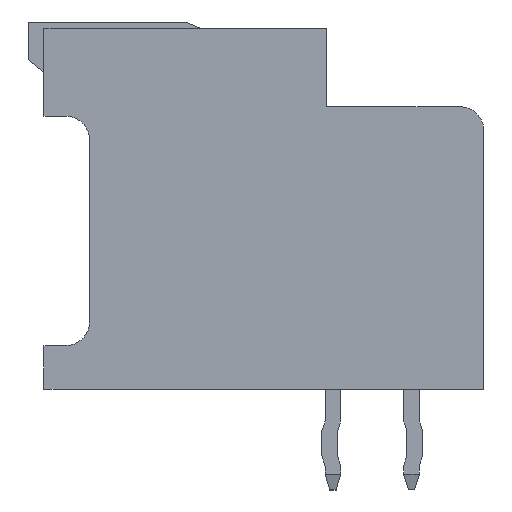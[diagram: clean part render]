
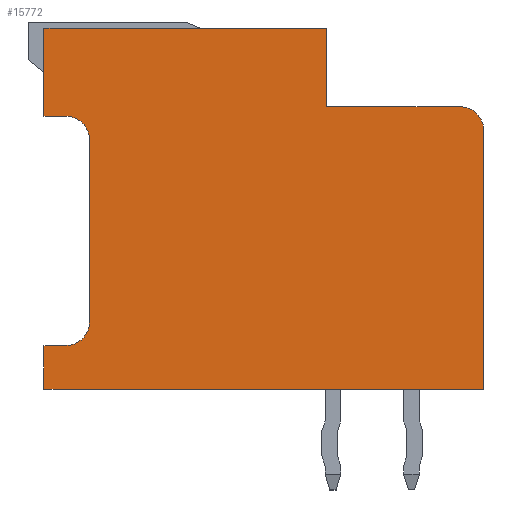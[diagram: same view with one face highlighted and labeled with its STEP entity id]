
A CAD part, left-side view. The second image highlights one B-rep face of the part: STEP entity #15772.
In plain terms, the highlighted face is planar.
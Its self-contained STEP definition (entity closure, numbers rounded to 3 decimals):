
#358=PLANE('',#16435);
#1727=LINE('',#21925,#3331);
#1760=LINE('',#22000,#3364);
#1764=LINE('',#22009,#3368);
#1768=LINE('',#22018,#3372);
#1769=LINE('',#22020,#3373);
#1770=LINE('',#22025,#3374);
#1771=LINE('',#22027,#3375);
#1772=LINE('',#22029,#3376);
#1773=LINE('',#22032,#3377);
#1774=LINE('',#22034,#3378);
#3331=VECTOR('',#18571,1000.);
#3364=VECTOR('',#18628,1000.);
#3368=VECTOR('',#18634,1000.);
#3372=VECTOR('',#18640,1000.);
#3373=VECTOR('',#18643,1000.);
#3374=VECTOR('',#18646,1000.);
#3375=VECTOR('',#18647,1000.);
#3376=VECTOR('',#18648,1000.);
#3377=VECTOR('',#18653,1000.);
#3378=VECTOR('',#18654,1000.);
#5715=ORIENTED_EDGE('',*,*,#8324,.T.);
#5716=ORIENTED_EDGE('',*,*,#8325,.T.);
#5717=ORIENTED_EDGE('',*,*,#8326,.T.);
#5718=ORIENTED_EDGE('',*,*,#8327,.T.);
#5719=ORIENTED_EDGE('',*,*,#8328,.T.);
#5720=ORIENTED_EDGE('',*,*,#8278,.T.);
#5721=ORIENTED_EDGE('',*,*,#8315,.T.);
#5722=ORIENTED_EDGE('',*,*,#8329,.F.);
#5723=ORIENTED_EDGE('',*,*,#8319,.T.);
#5724=ORIENTED_EDGE('',*,*,#8330,.F.);
#5725=ORIENTED_EDGE('',*,*,#8323,.T.);
#5726=ORIENTED_EDGE('',*,*,#8331,.T.);
#5727=ORIENTED_EDGE('',*,*,#8332,.T.);
#8278=EDGE_CURVE('',#9586,#9585,#1727,.T.);
#8315=EDGE_CURVE('',#9585,#9615,#1760,.T.);
#8319=EDGE_CURVE('',#9616,#9619,#1764,.T.);
#8323=EDGE_CURVE('',#9620,#9623,#1768,.T.);
#8324=EDGE_CURVE('',#9624,#9625,#1769,.T.);
#8325=EDGE_CURVE('',#9625,#9626,#9854,.T.);
#8326=EDGE_CURVE('',#9626,#9627,#1770,.T.);
#8327=EDGE_CURVE('',#9627,#9628,#1771,.T.);
#8328=EDGE_CURVE('',#9628,#9586,#1772,.T.);
#8329=EDGE_CURVE('',#9616,#9615,#9855,.T.);
#8330=EDGE_CURVE('',#9620,#9619,#9856,.T.);
#8331=EDGE_CURVE('',#9623,#9629,#1773,.T.);
#8332=EDGE_CURVE('',#9629,#9624,#1774,.T.);
#9585=VERTEX_POINT('',#21924);
#9586=VERTEX_POINT('',#21926);
#9615=VERTEX_POINT('',#21999);
#9616=VERTEX_POINT('',#22003);
#9619=VERTEX_POINT('',#22008);
#9620=VERTEX_POINT('',#22012);
#9623=VERTEX_POINT('',#22017);
#9624=VERTEX_POINT('',#22021);
#9625=VERTEX_POINT('',#22022);
#9626=VERTEX_POINT('',#22024);
#9627=VERTEX_POINT('',#22026);
#9628=VERTEX_POINT('',#22028);
#9629=VERTEX_POINT('',#22033);
#9854=CIRCLE('',#16436,0.75);
#9855=CIRCLE('',#16437,0.75);
#9856=CIRCLE('',#16438,0.75);
#10221=EDGE_LOOP('',(#5715,#5716,#5717,#5718,#5719,#5720,#5721,#5722,#5723,
#5724,#5725,#5726,#5727));
#10847=FACE_BOUND('',#10221,.T.);
#15772=ADVANCED_FACE('',(#10847),#358,.T.);
#16435=AXIS2_PLACEMENT_3D('',#22019,#18641,#18642);
#16436=AXIS2_PLACEMENT_3D('',#22023,#18644,#18645);
#16437=AXIS2_PLACEMENT_3D('',#22030,#18649,#18650);
#16438=AXIS2_PLACEMENT_3D('',#22031,#18651,#18652);
#18571=DIRECTION('',(0.,-1.,0.));
#18628=DIRECTION('',(0.,0.,-1.));
#18634=DIRECTION('',(0.,-1.,0.));
#18640=DIRECTION('',(0.,0.,1.));
#18641=DIRECTION('',(1.,0.,0.));
#18642=DIRECTION('',(0.,0.,-1.));
#18643=DIRECTION('',(0.,1.,0.));
#18644=DIRECTION('',(1.,0.,0.));
#18645=DIRECTION('',(0.,0.,-1.));
#18646=DIRECTION('',(0.,0.,1.));
#18647=DIRECTION('',(0.,1.,0.));
#18648=DIRECTION('',(0.,0.,1.));
#18649=DIRECTION('',(1.,0.,0.));
#18650=DIRECTION('',(0.,0.,-1.));
#18651=DIRECTION('',(1.,0.,0.));
#18652=DIRECTION('',(0.,0.,-1.));
#18653=DIRECTION('',(0.,-1.,0.));
#18654=DIRECTION('',(0.,0.,-1.));
#21924=CARTESIAN_POINT('',(7.7,4.2,7.));
#21925=CARTESIAN_POINT('',(7.7,7.,7.));
#21926=CARTESIAN_POINT('',(7.7,7.,7.));
#21999=CARTESIAN_POINT('',(7.7,4.2,6.3));
#22000=CARTESIAN_POINT('',(7.7,4.2,7.));
#22003=CARTESIAN_POINT('',(7.7,3.45,5.55));
#22008=CARTESIAN_POINT('',(7.7,-2.35,5.55));
#22009=CARTESIAN_POINT('',(7.7,4.2,5.55));
#22012=CARTESIAN_POINT('',(7.7,-3.1,6.3));
#22017=CARTESIAN_POINT('',(7.7,-3.1,7.));
#22018=CARTESIAN_POINT('',(7.7,-3.1,5.55));
#22019=CARTESIAN_POINT('',(7.7,0.,0.));
#22020=CARTESIAN_POINT('',(7.7,-4.5,-7.));
#22021=CARTESIAN_POINT('',(7.7,-4.5,-7.));
#22022=CARTESIAN_POINT('',(7.7,3.75,-7.));
#22023=CARTESIAN_POINT('',(7.7,3.75,-6.25));
#22024=CARTESIAN_POINT('',(7.7,4.5,-6.25));
#22025=CARTESIAN_POINT('',(7.7,4.5,-7.));
#22026=CARTESIAN_POINT('',(7.7,4.5,-2.));
#22027=CARTESIAN_POINT('',(7.7,4.5,-2.));
#22028=CARTESIAN_POINT('',(7.7,7.,-2.));
#22029=CARTESIAN_POINT('',(7.7,7.,-2.));
#22030=CARTESIAN_POINT('',(7.7,3.45,6.3));
#22031=CARTESIAN_POINT('',(7.7,-2.35,6.3));
#22032=CARTESIAN_POINT('',(7.7,-3.1,7.));
#22033=CARTESIAN_POINT('',(7.7,-4.5,7.));
#22034=CARTESIAN_POINT('',(7.7,-4.5,7.));
